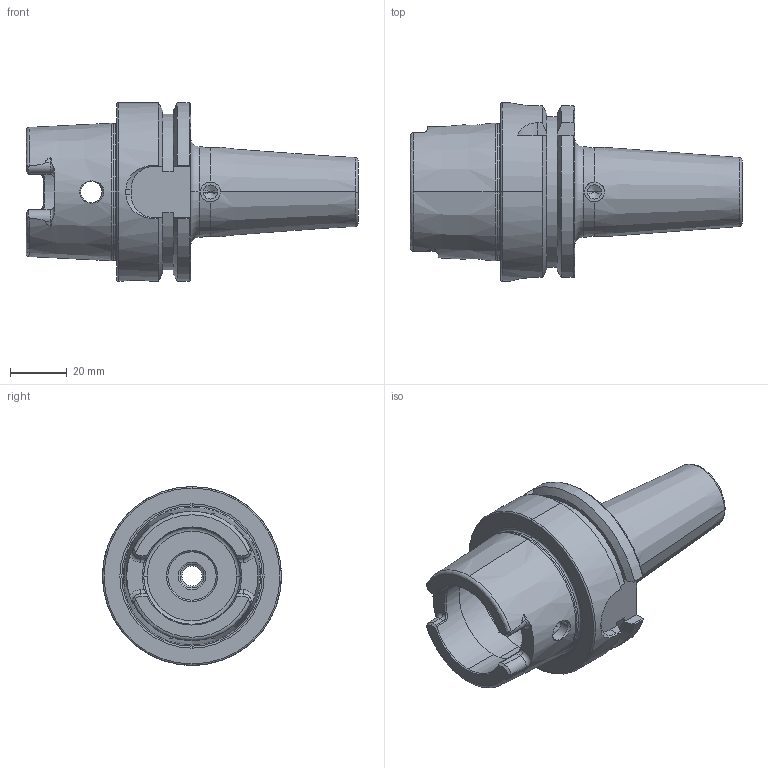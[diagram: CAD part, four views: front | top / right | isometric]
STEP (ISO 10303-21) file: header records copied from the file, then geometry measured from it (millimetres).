
FILE_DESCRIPTION((''),'2;1');
FILE_NAME('VQ028-HSK63A-SFH0_375-3_346','2020-03-27T',('MYPC'),(''),'PRO/ENGINEER BY PARAMETRIC TECHNOLOGY CORPORATION, 2012130','PRO/ENGINEER BY PARAMETRIC TECHNOLOGY CORPORATION, 2012130','');
FILE_SCHEMA(('CONFIG_CONTROL_DESIGN'));
Length unit declared in the file: inch
Products named in the file (1): VQ028-HSK63A-SFH0_375-3_346
Bounding box: 116.99 x 63 x 63 mm (x, y, z)
Volume: 114968.3 mm3; surface area: 29812.6 mm2
Topology: 1 solids, 2 shells, 206 faces, 514 edges, 312 vertices
Faces by surface type: cylinder 67, plane 61, cone 51, torus 23, bspline 4
Entity records: 6854 total; most frequent: CARTESIAN_POINT 1980, DIRECTION 1018, ORIENTED_EDGE 1008, EDGE_CURVE 506, AXIS2_PLACEMENT_3D 404, VERTEX_POINT 312, EDGE_LOOP 222, VECTOR 210
